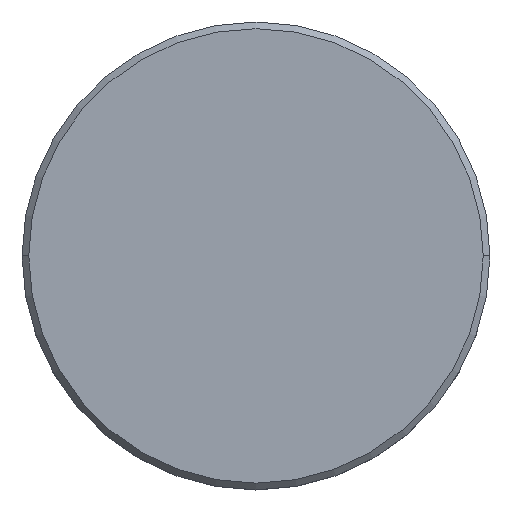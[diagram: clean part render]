
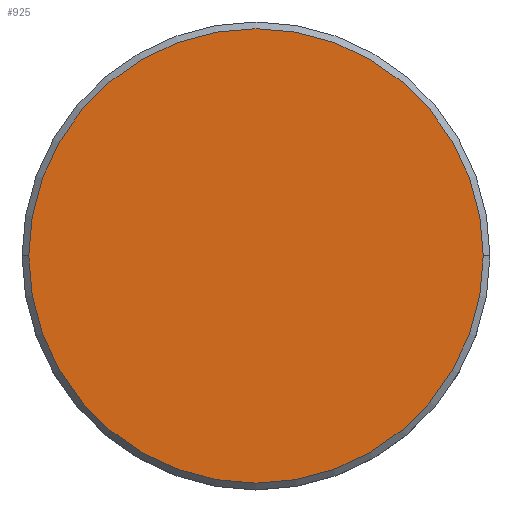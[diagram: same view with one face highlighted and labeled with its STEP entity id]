
A CAD part, top view. The second image highlights one B-rep face of the part: STEP entity #925.
In plain terms, the highlighted planar face has unit normal (0, 0, 1).
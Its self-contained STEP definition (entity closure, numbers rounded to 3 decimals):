
#13 = DIRECTION ( 'NONE',  ( 0., 0., 1. ) ) ;
#71 = FACE_OUTER_BOUND ( 'NONE', #844, .T. ) ;
#77 = VERTEX_POINT ( 'NONE', #1030 ) ;
#143 = CARTESIAN_POINT ( 'NONE',  ( 17., 0., 0. ) ) ;
#276 = EDGE_CURVE ( 'NONE', #1178, #77, #456, .T. ) ;
#282 = ORIENTED_EDGE ( 'NONE', *, *, #276, .T. ) ;
#287 = CARTESIAN_POINT ( 'NONE',  ( 0., 0., 0. ) ) ;
#337 = AXIS2_PLACEMENT_3D ( 'NONE', #287, #13, #667 ) ;
#344 = EDGE_CURVE ( 'NONE', #77, #1178, #1145, .T. ) ;
#353 = DIRECTION ( 'NONE',  ( 0., 0., 1. ) ) ;
#405 = ORIENTED_EDGE ( 'NONE', *, *, #344, .T. ) ;
#432 = AXIS2_PLACEMENT_3D ( 'NONE', #1110, #467, #658 ) ;
#456 = CIRCLE ( 'NONE', #337, 17. ) ;
#467 = DIRECTION ( 'NONE',  ( 0., 0., 1. ) ) ;
#614 = CARTESIAN_POINT ( 'NONE',  ( 0., 0., 0. ) ) ;
#658 = DIRECTION ( 'NONE',  ( 1., 0., 0. ) ) ;
#667 = DIRECTION ( 'NONE',  ( 1., 0., 0. ) ) ;
#718 = DIRECTION ( 'NONE',  ( 1., 0., 0. ) ) ;
#844 = EDGE_LOOP ( 'NONE', ( #405, #282 ) ) ;
#914 = AXIS2_PLACEMENT_3D ( 'NONE', #614, #353, #718 ) ;
#925 = ADVANCED_FACE ( 'NONE', ( #71 ), #1153, .T. ) ;
#1030 = CARTESIAN_POINT ( 'NONE',  ( -17., 0., 0. ) ) ;
#1110 = CARTESIAN_POINT ( 'NONE',  ( 0., 0., 0. ) ) ;
#1145 = CIRCLE ( 'NONE', #432, 17. ) ;
#1153 = PLANE ( 'NONE',  #914 ) ;
#1178 = VERTEX_POINT ( 'NONE', #143 ) ;
